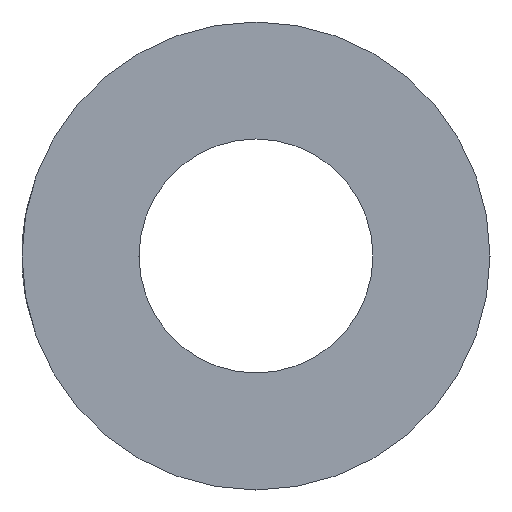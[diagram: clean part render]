
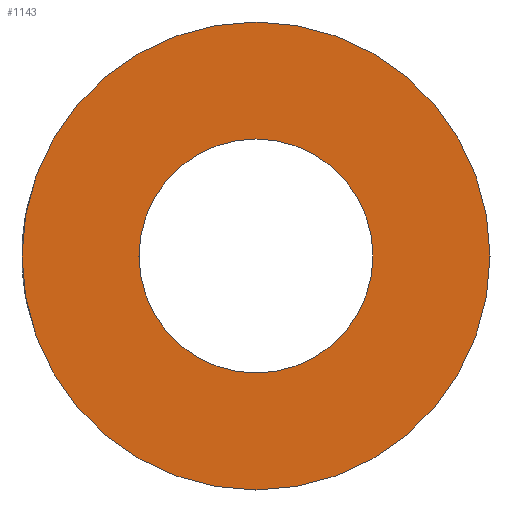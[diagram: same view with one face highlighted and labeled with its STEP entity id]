
A CAD part, left-side view. The second image highlights one B-rep face of the part: STEP entity #1143.
In plain terms, the highlighted planar face has unit normal (-1, 0, 0).
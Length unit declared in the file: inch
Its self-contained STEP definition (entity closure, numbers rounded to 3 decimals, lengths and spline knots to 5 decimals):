
#37 = DIRECTION ( 'NONE',  ( 0., 0., 1. ) ) ;
#62 = CARTESIAN_POINT ( 'NONE',  ( 0., 0., 0. ) ) ;
#85 = ORIENTED_EDGE ( 'NONE', *, *, #852, .T. ) ;
#124 = EDGE_LOOP ( 'NONE', ( #482, #903 ) ) ;
#152 = VERTEX_POINT ( 'NONE', #907 ) ;
#173 = ORIENTED_EDGE ( 'NONE', *, *, #1263, .T. ) ;
#192 = VERTEX_POINT ( 'NONE', #1132 ) ;
#203 = DIRECTION ( 'NONE',  ( 1., 0., 0. ) ) ;
#207 = AXIS2_PLACEMENT_3D ( 'NONE', #576, #1587, #954 ) ;
#246 = EDGE_CURVE ( 'NONE', #192, #152, #469, .T. ) ;
#263 = EDGE_CURVE ( 'NONE', #152, #192, #947, .T. ) ;
#273 = DIRECTION ( 'NONE',  ( -1., 0., 0. ) ) ;
#334 = VERTEX_POINT ( 'NONE', #642 ) ;
#336 = AXIS2_PLACEMENT_3D ( 'NONE', #814, #1425, #685 ) ;
#427 = DIRECTION ( 'NONE',  ( 0., 0., 1. ) ) ;
#469 = CIRCLE ( 'NONE', #1530, 0.25 ) ;
#482 = ORIENTED_EDGE ( 'NONE', *, *, #263, .F. ) ;
#572 = AXIS2_PLACEMENT_3D ( 'NONE', #1493, #203, #708 ) ;
#576 = CARTESIAN_POINT ( 'NONE',  ( 0., 0., 0. ) ) ;
#642 = CARTESIAN_POINT ( 'NONE',  ( 0., 0., 0.5 ) ) ;
#685 = DIRECTION ( 'NONE',  ( 0., 0., 1. ) ) ;
#708 = DIRECTION ( 'NONE',  ( 0., 0., -1. ) ) ;
#814 = CARTESIAN_POINT ( 'NONE',  ( 0., 0., 0. ) ) ;
#852 = EDGE_CURVE ( 'NONE', #1108, #334, #1342, .T. ) ;
#903 = ORIENTED_EDGE ( 'NONE', *, *, #246, .F. ) ;
#907 = CARTESIAN_POINT ( 'NONE',  ( 0., 0., 0.25 ) ) ;
#939 = CARTESIAN_POINT ( 'NONE',  ( 0., 0., 0. ) ) ;
#947 = CIRCLE ( 'NONE', #336, 0.25 ) ;
#954 = DIRECTION ( 'NONE',  ( 0., 0., 1. ) ) ;
#958 = CARTESIAN_POINT ( 'NONE',  ( 0., 0., -0.5 ) ) ;
#1108 = VERTEX_POINT ( 'NONE', #958 ) ;
#1132 = CARTESIAN_POINT ( 'NONE',  ( 0., 0., -0.25 ) ) ;
#1143 = ADVANCED_FACE ( 'NONE', ( #1219, #1354 ), #1488, .F. ) ;
#1219 = FACE_BOUND ( 'NONE', #124, .T. ) ;
#1263 = EDGE_CURVE ( 'NONE', #334, #1108, #1531, .T. ) ;
#1342 = CIRCLE ( 'NONE', #1556, 0.5 ) ;
#1354 = FACE_OUTER_BOUND ( 'NONE', #1355, .T. ) ;
#1355 = EDGE_LOOP ( 'NONE', ( #173, #85 ) ) ;
#1413 = DIRECTION ( 'NONE',  ( -1., 0., 0. ) ) ;
#1425 = DIRECTION ( 'NONE',  ( -1., 0., 0. ) ) ;
#1488 = PLANE ( 'NONE',  #572 ) ;
#1493 = CARTESIAN_POINT ( 'NONE',  ( 0., 0.5, 0. ) ) ;
#1530 = AXIS2_PLACEMENT_3D ( 'NONE', #62, #1413, #427 ) ;
#1531 = CIRCLE ( 'NONE', #207, 0.5 ) ;
#1556 = AXIS2_PLACEMENT_3D ( 'NONE', #939, #273, #37 ) ;
#1587 = DIRECTION ( 'NONE',  ( -1., 0., 0. ) ) ;
